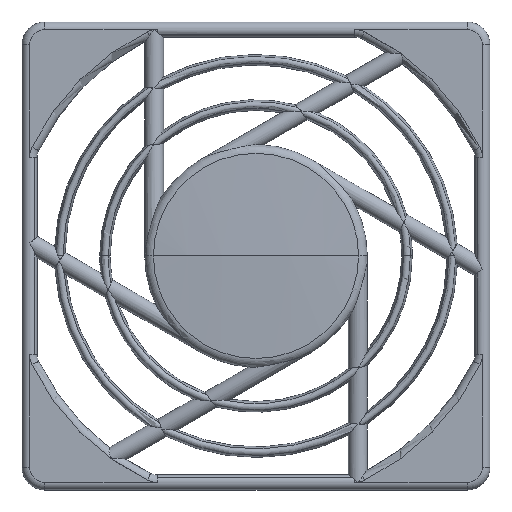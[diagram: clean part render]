
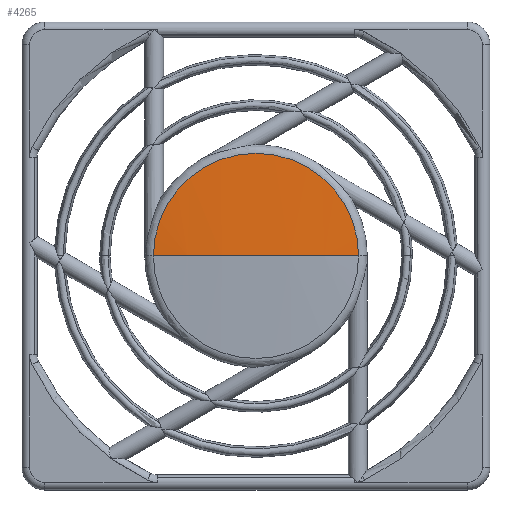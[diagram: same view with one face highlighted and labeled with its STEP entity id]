
A CAD part, top view. The second image highlights one B-rep face of the part: STEP entity #4265.
In plain terms, the highlighted spherical face has radius 183.75 mm.
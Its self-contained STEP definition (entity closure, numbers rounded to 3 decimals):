
#341=CARTESIAN_POINT('',(13.592,0.,5.747));
#342=VERTEX_POINT('',#341);
#350=CARTESIAN_POINT('',(-13.592,0.,5.747));
#351=VERTEX_POINT('',#350);
#2341=CARTESIAN_POINT('',(0.,13.592,5.747));
#2342=VERTEX_POINT('',#2341);
#2343=CARTESIAN_POINT('',(0.,0.,5.747));
#2344=DIRECTION('',(0.0,0.0,-1.0));
#2345=DIRECTION('',(0.0,1.0,0.0));
#2346=AXIS2_PLACEMENT_3D('',#2343,#2344,#2345);
#2347=CIRCLE('',#2346,13.592);
#2348=EDGE_CURVE('',#351,#2342,#2347,.T.);
#2350=CARTESIAN_POINT('',(0.,0.,5.747));
#2351=DIRECTION('',(0.0,0.0,-1.0));
#2352=DIRECTION('',(0.0,1.0,0.0));
#2353=AXIS2_PLACEMENT_3D('',#2350,#2351,#2352);
#2354=CIRCLE('',#2353,13.592);
#2355=EDGE_CURVE('',#2342,#342,#2354,.T.);
#4240=CARTESIAN_POINT('',(0.,0.,-177.5));
#4241=DIRECTION('',(0.0,0.0,1.0));
#4242=DIRECTION('',(1.0,0.0,0.0));
#4243=AXIS2_PLACEMENT_3D('',#4240,#4241,#4242);
#4244=SPHERICAL_SURFACE('',#4243,183.75);
#4245=CARTESIAN_POINT('',(0.,0.,6.25));
#4246=VERTEX_POINT('',#4245);
#4247=CARTESIAN_POINT('',(0.,0.,-177.5));
#4248=DIRECTION('',(0.0,-1.0,0.0));
#4249=DIRECTION('',(0.0,0.0,1.0));
#4250=AXIS2_PLACEMENT_3D('',#4247,#4248,#4249);
#4251=CIRCLE('',#4250,183.75);
#4252=EDGE_CURVE('',#4246,#351,#4251,.T.);
#4253=ORIENTED_EDGE('',*,*,#4252,.F.);
#4254=CARTESIAN_POINT('',(0.,0.,-177.5));
#4255=DIRECTION('',(0.0,-1.0,0.0));
#4256=DIRECTION('',(0.0,0.0,1.0));
#4257=AXIS2_PLACEMENT_3D('',#4254,#4255,#4256);
#4258=CIRCLE('',#4257,183.75);
#4259=EDGE_CURVE('',#342,#4246,#4258,.T.);
#4260=ORIENTED_EDGE('',*,*,#4259,.F.);
#4261=ORIENTED_EDGE('',*,*,#2355,.F.);
#4262=ORIENTED_EDGE('',*,*,#2348,.F.);
#4263=EDGE_LOOP('',(#4253,#4260,#4261,#4262));
#4264=FACE_OUTER_BOUND('',#4263,.T.);
#4265=ADVANCED_FACE('',(#4264),#4244,.T.);
